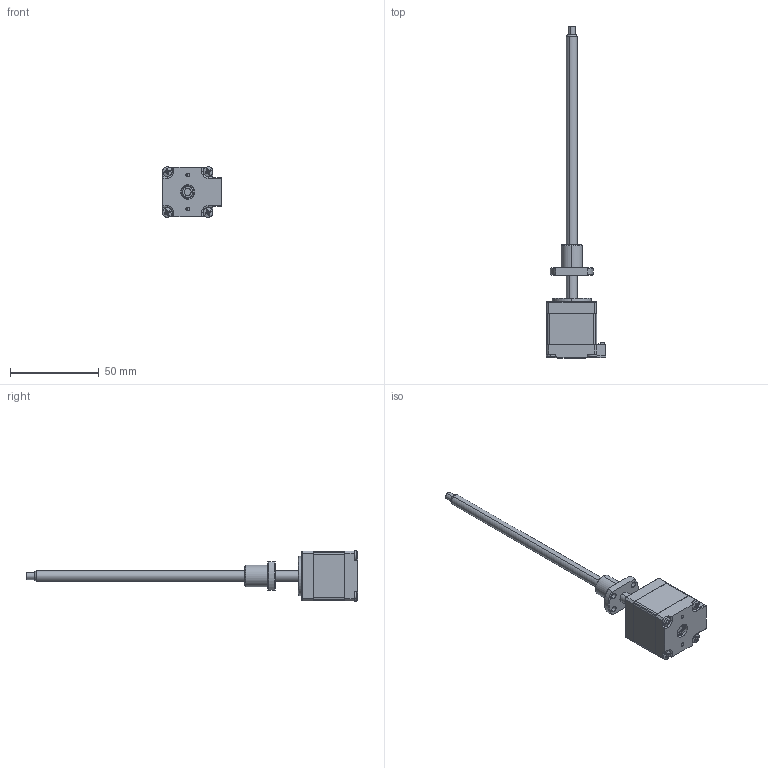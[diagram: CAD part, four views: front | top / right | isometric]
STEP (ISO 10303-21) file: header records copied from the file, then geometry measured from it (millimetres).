
FILE_DESCRIPTION (( 'STEP AP214' ), '1' );
FILE_NAME ('BE111S-B0606-150-FF1-S-100.STEP', '2023-11-27T06:59:01', ( '' ), ( '' ), 'SwSTEP 2.0', 'SolidWorks 2018', '' );
FILE_SCHEMA (( 'AUTOMOTIVE_DESIGN' ));
Length unit declared in the file: millimetre
Products named in the file (1): BE111S-B0606-150-FF1-S-100
Bounding box: 33.2 x 186.6 x 28.4 mm (x, y, z)
Volume: 28071.6 mm3; surface area: 20219.3 mm2
Topology: 8 solids, 12 shells, 814 faces, 2094 edges, 1342 vertices
Faces by surface type: plane 385, cylinder 277, cone 102, torus 30, bspline 12, sphere 8
Entity records: 47057 total; most frequent: CARTESIAN_POINT 18263, ORIENTED_EDGE 4188, DIRECTION 4058, EDGE_CURVE 2094, AXIS2_PLACEMENT_3D 1437, VERTEX_POINT 1342, LINE 1184, VECTOR 1184
